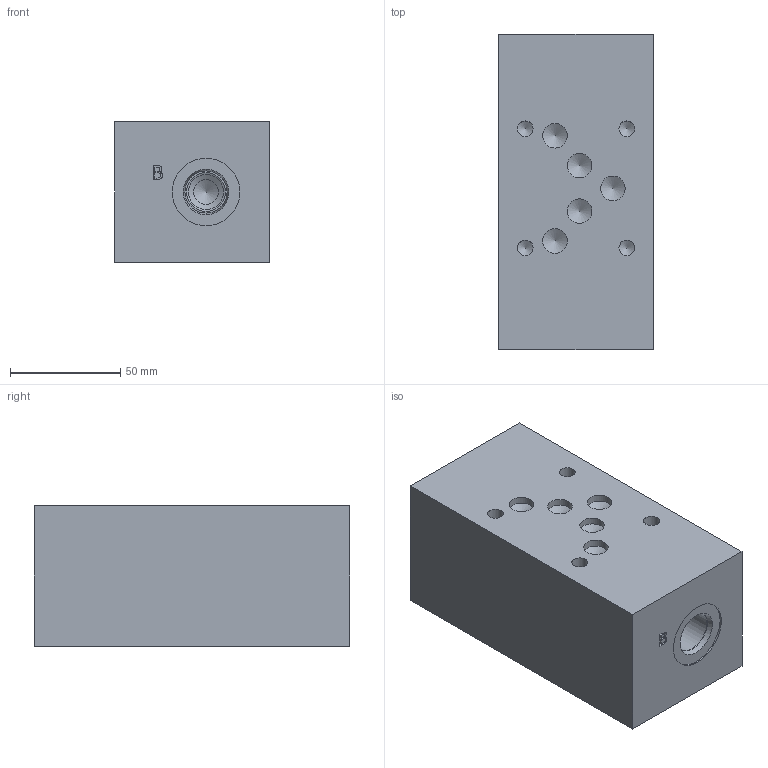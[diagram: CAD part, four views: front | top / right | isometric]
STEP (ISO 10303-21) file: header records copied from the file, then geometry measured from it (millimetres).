
FILE_DESCRIPTION(/* description */ (''),/* implementation_level */ '2;1');
FILE_NAME(/* name */ '_D05TPAB8S.stp',/* time_stamp */ '2020-07-22T15:38:23-04:00',/* author */ ('trevorh'),/* organization */ (''),/* preprocessor_version */ 'ST-DEVELOPER v17',/* originating_system */ 'Autodesk Inventor 2019',/* authorisation */ '');
FILE_SCHEMA (('AUTOMOTIVE_DESIGN { 1 0 10303 214 3 1 1 }'));
Length unit declared in the file: millimetre
Products named in the file (1): Part_AD05TPAB8S.C12672R0_3D
Bounding box: 69.85 x 142.88 x 63.5 mm (x, y, z)
Volume: 603734.5 mm3; surface area: 56283.5 mm2
Topology: 1 solids, 1 shells, 443 faces, 1216 edges, 819 vertices
Faces by surface type: plane 268, bspline 112, cylinder 35, cone 28
Full cylindrical faces by diameter (mm): 7.137 x8, 11.113 x3, 11.125 x9, 15.875 x7, 17.501 x2, 19.05 x2, 19.253 x2, 30.632 x2
Entity records: 14884 total; most frequent: CARTESIAN_POINT 3915, ORIENTED_EDGE 2392, DIRECTION 1767, EDGE_CURVE 1196, LINE 841, VECTOR 841, VERTEX_POINT 819, EDGE_LOOP 507
